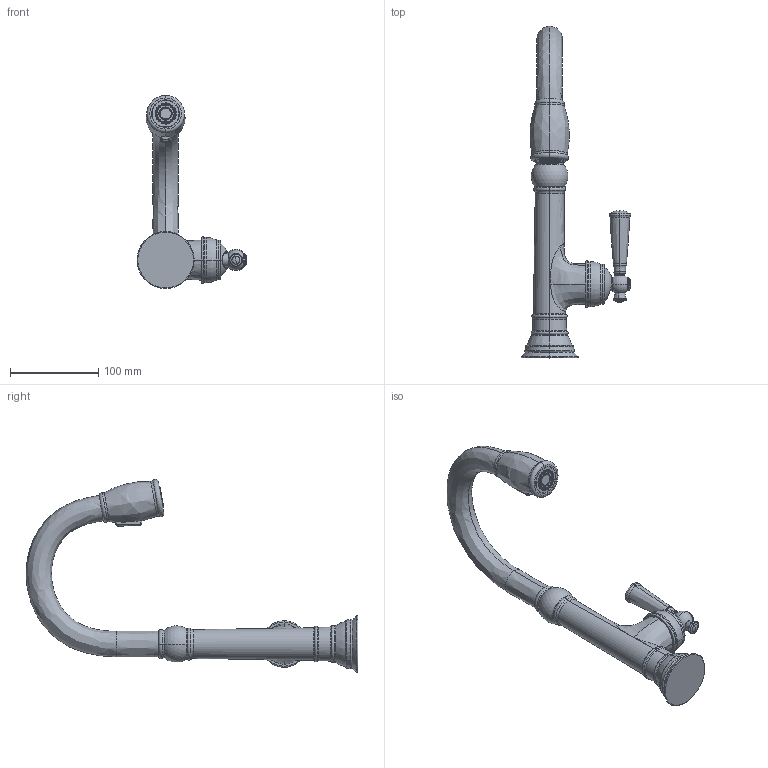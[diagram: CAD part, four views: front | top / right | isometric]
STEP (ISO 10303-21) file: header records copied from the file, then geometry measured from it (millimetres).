
FILE_DESCRIPTION((''),'2;1');
FILE_NAME('2470-5223','2021-04-08T10:18:18',('jinson.thomas'),(''),'CREO PARAMETRIC BY PTC INC, 2018400','CREO PARAMETRIC BY PTC INC, 2018400','');
FILE_SCHEMA(('CONFIG_CONTROL_DESIGN'));
Length unit declared in the file: inch
Products named in the file (1): 2470-5223
Bounding box: 124.68 x 376.9 x 219.4 mm (x, y, z)
Volume: 657103.9 mm3; surface area: 84661.1 mm2
Topology: 1 solids, 2 shells, 351 faces, 745 edges, 433 vertices
Faces by surface type: torus 112, cone 84, plane 57, sphere 30, bspline 28, cylinder 26, revolution 14
Entity records: 12383 total; most frequent: CARTESIAN_POINT 4749, DIRECTION 1789, ORIENTED_EDGE 1442, AXIS2_PLACEMENT_3D 829, EDGE_CURVE 721, CIRCLE 520, VERTEX_POINT 433, EDGE_LOOP 410
